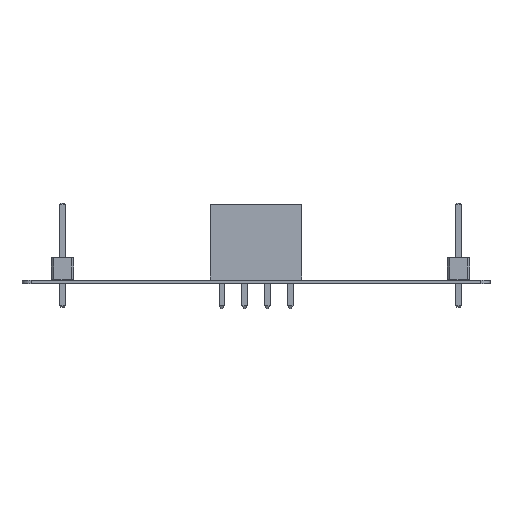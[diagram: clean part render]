
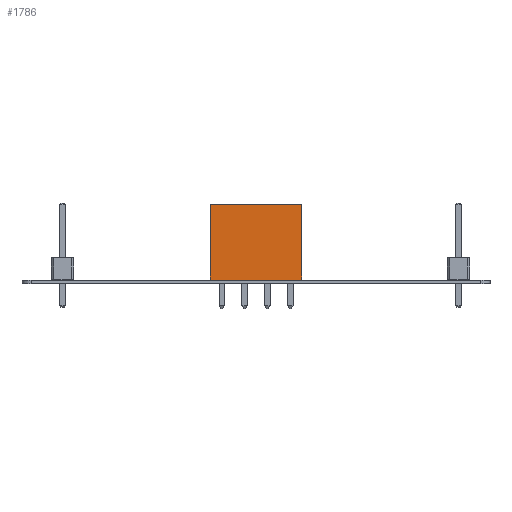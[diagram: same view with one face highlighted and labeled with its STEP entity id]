
A CAD part, front view. The second image highlights one B-rep face of the part: STEP entity #1786.
In plain terms, the highlighted planar face has unit normal (0, -1, 0).
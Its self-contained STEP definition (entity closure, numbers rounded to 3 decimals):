
#1494 = EDGE_CURVE('',#1495,#1497,#1499,.T.);
#1495 = VERTEX_POINT('',#1496);
#1496 = CARTESIAN_POINT('',(8.89,-1.27,8.4));
#1497 = VERTEX_POINT('',#1498);
#1498 = CARTESIAN_POINT('',(8.89,-1.27,0.));
#1499 = LINE('',#1500,#1501);
#1500 = CARTESIAN_POINT('',(8.89,-1.27,0.));
#1501 = VECTOR('',#1502,1.);
#1502 = DIRECTION('',(0.,0.,-1.));
#1591 = EDGE_CURVE('',#1592,#1495,#1594,.T.);
#1592 = VERTEX_POINT('',#1593);
#1593 = CARTESIAN_POINT('',(-1.27,-1.27,8.4));
#1594 = LINE('',#1595,#1596);
#1595 = CARTESIAN_POINT('',(0.,-1.27,8.4));
#1596 = VECTOR('',#1597,1.);
#1597 = DIRECTION('',(1.,0.,0.));
#1744 = VERTEX_POINT('',#1745);
#1745 = CARTESIAN_POINT('',(-1.27,-1.27,0.));
#1751 = EDGE_CURVE('',#1744,#1592,#1752,.T.);
#1752 = LINE('',#1753,#1754);
#1753 = CARTESIAN_POINT('',(-1.27,-1.27,0.));
#1754 = VECTOR('',#1755,1.);
#1755 = DIRECTION('',(0.,0.,1.));
#1786 = ADVANCED_FACE('',(#1787),#1798,.T.);
#1787 = FACE_BOUND('',#1788,.T.);
#1788 = EDGE_LOOP('',(#1789,#1790,#1791,#1797));
#1789 = ORIENTED_EDGE('',*,*,#1591,.F.);
#1790 = ORIENTED_EDGE('',*,*,#1751,.F.);
#1791 = ORIENTED_EDGE('',*,*,#1792,.T.);
#1792 = EDGE_CURVE('',#1744,#1497,#1793,.T.);
#1793 = LINE('',#1794,#1795);
#1794 = CARTESIAN_POINT('',(-1.27,-1.27,0.));
#1795 = VECTOR('',#1796,1.);
#1796 = DIRECTION('',(1.,0.,0.));
#1797 = ORIENTED_EDGE('',*,*,#1494,.F.);
#1798 = PLANE('',#1799);
#1799 = AXIS2_PLACEMENT_3D('',#1800,#1801,#1802);
#1800 = CARTESIAN_POINT('',(-1.27,-1.27,0.));
#1801 = DIRECTION('',(0.,-1.,0.));
#1802 = DIRECTION('',(0.,0.,-1.));
